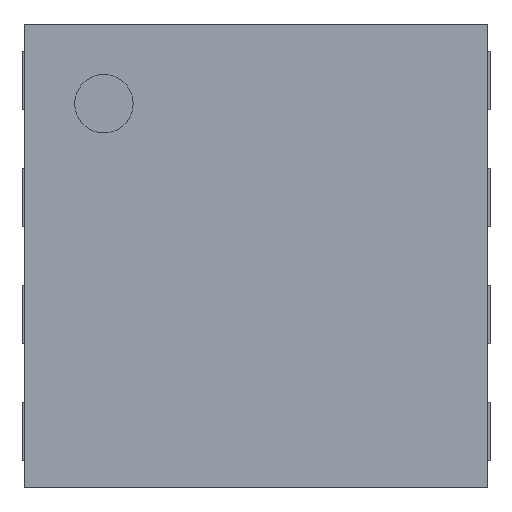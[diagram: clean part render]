
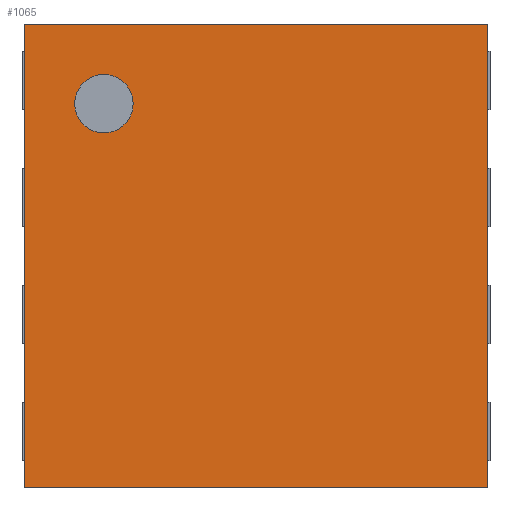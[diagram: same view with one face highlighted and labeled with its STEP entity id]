
A CAD part, top view. The second image highlights one B-rep face of the part: STEP entity #1065.
In plain terms, the highlighted planar face has unit normal (0, 0, 1).
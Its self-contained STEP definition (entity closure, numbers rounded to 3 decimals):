
#13=DIRECTION('',(0.,0.,1.));
#50=DIRECTION('',(0.,-0.,-1.));
#150=VECTOR('',#151,1.);
#151=DIRECTION('',(0.,-1.,0.));
#157=VECTOR('',#158,1.);
#158=DIRECTION('',(1.,0.,0.));
#378=VERTEX_POINT('',#379);
#379=CARTESIAN_POINT('',(-0.99,0.99,0.82));
#381=ORIENTED_EDGE('',*,*,#382,.T.);
#382=EDGE_CURVE('',#378,#383,#385,.T.);
#383=VERTEX_POINT('',#384);
#384=CARTESIAN_POINT('',(-0.99,-0.99,0.82));
#385=LINE('',#379,#150);
#463=VERTEX_POINT('',#464);
#464=CARTESIAN_POINT('',(0.99,0.99,0.82));
#467=EDGE_CURVE('',#463,#468,#470,.T.);
#468=VERTEX_POINT('',#469);
#469=CARTESIAN_POINT('',(0.99,-0.99,0.82));
#470=LINE('',#464,#150);
#545=ORIENTED_EDGE('',*,*,#546,.F.);
#546=EDGE_CURVE('',#378,#463,#547,.T.);
#547=LINE('',#379,#157);
#983=EDGE_CURVE('',#383,#468,#984,.T.);
#984=LINE('',#384,#157);
#1065=ADVANCED_FACE('',(#1066,#1070),#1079,.T.);
#1066=FACE_BOUND('',#1067,.T.);
#1067=EDGE_LOOP('',(#545,#381,#1068,#1069));
#1068=ORIENTED_EDGE('',*,*,#983,.T.);
#1069=ORIENTED_EDGE('',*,*,#467,.F.);
#1070=FACE_BOUND('',#1071,.T.);
#1071=EDGE_LOOP('',(#1072));
#1072=ORIENTED_EDGE('',*,*,#1073,.T.);
#1073=EDGE_CURVE('',#1074,#1074,#1076,.T.);
#1074=VERTEX_POINT('',#1075);
#1075=CARTESIAN_POINT('',(-0.65,0.525,0.82));
#1076=CIRCLE('',#1077,0.125);
#1077=AXIS2_PLACEMENT_3D('',#1078,#50,#151);
#1078=CARTESIAN_POINT('',(-0.65,0.65,0.82));
#1079=PLANE('',#1080);
#1080=AXIS2_PLACEMENT_3D('',#379,#13,#151);
